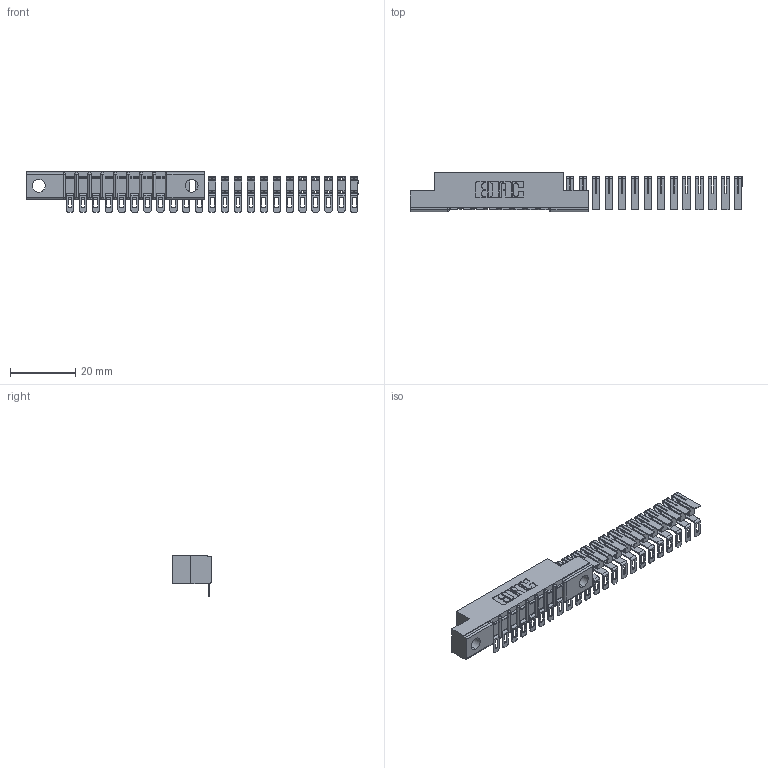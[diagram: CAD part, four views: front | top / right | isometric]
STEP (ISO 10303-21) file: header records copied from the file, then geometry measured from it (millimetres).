
FILE_DESCRIPTION (( 'STEP AP203' ), '1' );
FILE_NAME ('357-023-554-102.STEP', '2018-08-08T23:50:25', ( '' ), ( '' ), 'SwSTEP 2.0', 'SolidWorks 2016', '' );
FILE_SCHEMA (( 'CONFIG_CONTROL_DESIGN' ));
Length unit declared in the file: inch
Products named in the file (3): 307 Part_.128 Dia Mounting Holes; 307-290-002_554; 357-023-554-102
Assembly tree (24 placements, depth 2):
  357-023-554-102
    307 Part_.128 Dia Mounting Holes
    307-290-002_554  x23
Bounding box: 101.79 x 12.01 x 12.52 mm (x, y, z)
Volume: 3959.1 mm3; surface area: 8894.9 mm2
Topology: 24 solids, 24 shells, 1690 faces, 5182 edges, 3428 vertices
Faces by surface type: plane 948, cylinder 724, sphere 18
Entity records: 12497 total; most frequent: CARTESIAN_POINT 2037, DIRECTION 2016, ORIENTED_EDGE 2012, EDGE_CURVE 1006, VECTOR 746, LINE 746, VERTEX_POINT 656, AXIS2_PLACEMENT_3D 635
